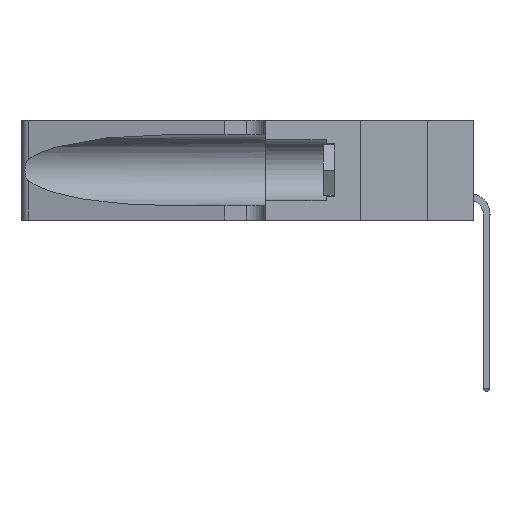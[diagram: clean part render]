
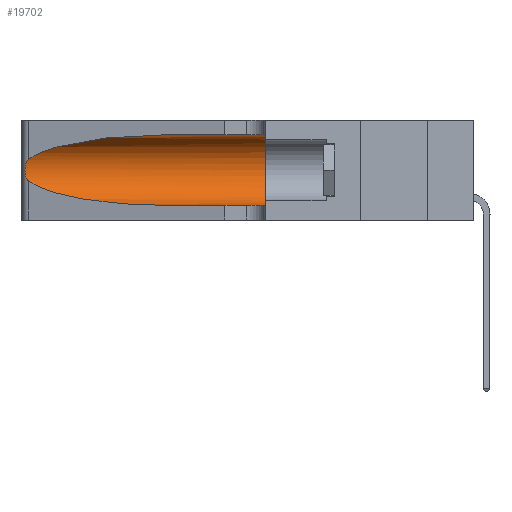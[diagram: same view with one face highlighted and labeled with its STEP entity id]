
A CAD part, left-side view. The second image highlights one B-rep face of the part: STEP entity #19702.
In plain terms, the highlighted cylindrical face has radius 3.308 mm (diameter 6.617 mm), a partial arc.
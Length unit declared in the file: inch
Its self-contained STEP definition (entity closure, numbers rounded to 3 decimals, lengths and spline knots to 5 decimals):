
#146 = CARTESIAN_POINT ( 'NONE',  ( 0.25487, 1.22718, 0.22369 ) ) ;
#268 = CARTESIAN_POINT ( 'NONE',  ( 0.26017, 1.23833, 0.17102 ) ) ;
#349 = EDGE_CURVE ( 'NONE', #12451, #6361, #29569, .T. ) ;
#439 = AXIS2_PLACEMENT_3D ( 'NONE', #31434, #21357, #11131 ) ;
#619 = ORIENTED_EDGE ( 'NONE', *, *, #15847, .T. ) ;
#766 = ORIENTED_EDGE ( 'NONE', *, *, #349, .F. ) ;
#954 = CARTESIAN_POINT ( 'NONE',  ( 0.25789, 1.23486, 0.15765 ) ) ;
#1730 = VERTEX_POINT ( 'NONE', #8557 ) ;
#1837 = EDGE_CURVE ( 'NONE', #26677, #6893, #8283, .T. ) ;
#2755 = CARTESIAN_POINT ( 'NONE',  ( 0.26018, 1.23835, 0.19895 ) ) ;
#5390 = VECTOR ( 'NONE', #26858, 39.37008 ) ;
#5435 = CARTESIAN_POINT ( 'NONE',  ( 0.25856, 1.23593, 0.16098 ) ) ;
#5476 = VECTOR ( 'NONE', #27557, 39.37008 ) ;
#6361 = VERTEX_POINT ( 'NONE', #26077 ) ;
#6893 = VERTEX_POINT ( 'NONE', #23259 ) ;
#7943 = CARTESIAN_POINT ( 'NONE',  ( 0.26075, 1.23896, 0.178 ) ) ;
#8283 =( BOUNDED_CURVE ( )  B_SPLINE_CURVE ( 3, ( #24641, #26789, #19007, #32222 ),
 .UNSPECIFIED., .F., .F. ) 
 B_SPLINE_CURVE_WITH_KNOTS ( ( 4, 4 ),
 ( 3.44316, 4.71239 ),
 .UNSPECIFIED. ) 
 CURVE ( )  GEOMETRIC_REPRESENTATION_ITEM ( )  RATIONAL_B_SPLINE_CURVE ( ( 1., 0.87, 0.87, 1. ) ) 
 REPRESENTATION_ITEM ( '' )  );
#8292 = EDGE_CURVE ( 'NONE', #28459, #12451, #15188, .T. ) ;
#8506 = CARTESIAN_POINT ( 'NONE',  ( 0.25555, 1.22993, 0.14849 ) ) ;
#8557 = CARTESIAN_POINT ( 'NONE',  ( 0.25487, 1.22718, 0.22369 ) ) ;
#9698 = CARTESIAN_POINT ( 'NONE',  ( 0.1305, 0.72297, 0.31525 ) ) ;
#9990 = CARTESIAN_POINT ( 'NONE',  ( 0.18966, 0.96281, 0.31525 ) ) ;
#10888 = ORIENTED_EDGE ( 'NONE', *, *, #1837, .T. ) ;
#11131 = DIRECTION ( 'NONE',  ( 0., 0., -1. ) ) ;
#11544 = CARTESIAN_POINT ( 'NONE',  ( 0.25639, 1.23186, 0.15144 ) ) ;
#11677 = ORIENTED_EDGE ( 'NONE', *, *, #8292, .F. ) ;
#11689 = AXIS2_PLACEMENT_3D ( 'NONE', #33294, #25647, #20451 ) ;
#12451 = VERTEX_POINT ( 'NONE', #19513 ) ;
#15188 = LINE ( 'NONE', #25392, #5476 ) ;
#15693 = EDGE_CURVE ( 'NONE', #28459, #1730, #18381, .T. ) ;
#15715 = CARTESIAN_POINT ( 'NONE',  ( 0.25854, 1.2359, 0.20912 ) ) ;
#15847 = EDGE_CURVE ( 'NONE', #1730, #26677, #27485, .T. ) ;
#16143 = CARTESIAN_POINT ( 'NONE',  ( 0.25639, 1.23184, 0.21858 ) ) ;
#16702 = CARTESIAN_POINT ( 'NONE',  ( 0.1305, 1.61858, 0.05475 ) ) ;
#18176 = CARTESIAN_POINT ( 'NONE',  ( 0.25787, 1.23484, 0.2124 ) ) ;
#18381 =( BOUNDED_CURVE ( )  B_SPLINE_CURVE ( 3, ( #25741, #9990, #20210, #146 ),
 .UNSPECIFIED., .F., .F. ) 
 B_SPLINE_CURVE_WITH_KNOTS ( ( 4, 4 ),
 ( 1.5708, 2.84003 ),
 .UNSPECIFIED. ) 
 CURVE ( )  GEOMETRIC_REPRESENTATION_ITEM ( )  RATIONAL_B_SPLINE_CURVE ( ( 1., 0.87, 0.87, 1. ) ) 
 REPRESENTATION_ITEM ( '' )  );
#19007 = CARTESIAN_POINT ( 'NONE',  ( 0.18966, 0.96281, 0.05475 ) ) ;
#19373 = FACE_OUTER_BOUND ( 'NONE', #20928, .T. ) ;
#19513 = CARTESIAN_POINT ( 'NONE',  ( 0.1305, 0.35, 0.31525 ) ) ;
#19702 = ADVANCED_FACE ( 'NONE', ( #19373 ), #26606, .F. ) ;
#20210 = CARTESIAN_POINT ( 'NONE',  ( 0.2373, 1.15595, 0.28018 ) ) ;
#20451 = DIRECTION ( 'NONE',  ( 0., 0., 1. ) ) ;
#20928 = EDGE_LOOP ( 'NONE', ( #29298, #619, #10888, #21938, #766, #11677 ) ) ;
#21357 = DIRECTION ( 'NONE',  ( 0., -1., 0. ) ) ;
#21938 = ORIENTED_EDGE ( 'NONE', *, *, #27697, .T. ) ;
#23259 = CARTESIAN_POINT ( 'NONE',  ( 0.1305, 0.72297, 0.05475 ) ) ;
#24135 = CARTESIAN_POINT ( 'NONE',  ( 0.25487, 1.22718, 0.14631 ) ) ;
#24641 = CARTESIAN_POINT ( 'NONE',  ( 0.25487, 1.22718, 0.14631 ) ) ;
#25392 = CARTESIAN_POINT ( 'NONE',  ( 0.1305, 1.61858, 0.31525 ) ) ;
#25647 = DIRECTION ( 'NONE',  ( 0., 1., 0. ) ) ;
#25741 = CARTESIAN_POINT ( 'NONE',  ( 0.1305, 0.72297, 0.31525 ) ) ;
#26077 = CARTESIAN_POINT ( 'NONE',  ( 0.1305, 0.35, 0.05475 ) ) ;
#26606 = CYLINDRICAL_SURFACE ( 'NONE', #439, 0.13025 ) ;
#26677 = VERTEX_POINT ( 'NONE', #28469 ) ;
#26789 = CARTESIAN_POINT ( 'NONE',  ( 0.2373, 1.15595, 0.08982 ) ) ;
#26858 = DIRECTION ( 'NONE',  ( 0., -1., 0. ) ) ;
#27485 = B_SPLINE_CURVE_WITH_KNOTS ( 'NONE', 3,
 ( #29021, #31176, #16143, #18176, #15715, #2755, #28786, #7943, #268, #5435, #954, #11544, #8506, #24135 ),
 .UNSPECIFIED., .F., .F.,
 ( 4, 2, 2, 2, 2, 2, 4 ),
 ( 0., 0.00027, 0.00053, 0.00107, 0.0016, 0.00187, 0.00214 ),
 .UNSPECIFIED. ) ;
#27557 = DIRECTION ( 'NONE',  ( 0., -1., 0. ) ) ;
#27697 = EDGE_CURVE ( 'NONE', #6893, #6361, #29616, .T. ) ;
#28459 = VERTEX_POINT ( 'NONE', #9698 ) ;
#28469 = CARTESIAN_POINT ( 'NONE',  ( 0.25487, 1.22718, 0.14631 ) ) ;
#28786 = CARTESIAN_POINT ( 'NONE',  ( 0.26075, 1.23896, 0.19203 ) ) ;
#29021 = CARTESIAN_POINT ( 'NONE',  ( 0.25487, 1.22718, 0.22369 ) ) ;
#29298 = ORIENTED_EDGE ( 'NONE', *, *, #15693, .T. ) ;
#29569 = CIRCLE ( 'NONE', #11689, 0.13025 ) ;
#29616 = LINE ( 'NONE', #16702, #5390 ) ;
#31176 = CARTESIAN_POINT ( 'NONE',  ( 0.25555, 1.22994, 0.2215 ) ) ;
#31434 = CARTESIAN_POINT ( 'NONE',  ( 0.1305, 1.61858, 0.185 ) ) ;
#32222 = CARTESIAN_POINT ( 'NONE',  ( 0.1305, 0.72297, 0.05475 ) ) ;
#33294 = CARTESIAN_POINT ( 'NONE',  ( 0.1305, 0.35, 0.185 ) ) ;
